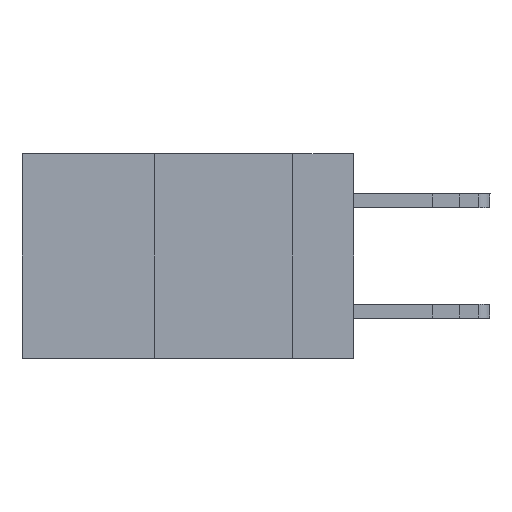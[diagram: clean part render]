
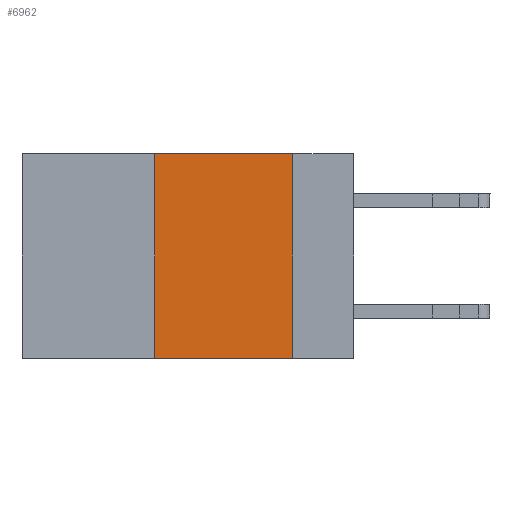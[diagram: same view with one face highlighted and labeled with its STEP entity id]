
A CAD part, left-side view. The second image highlights one B-rep face of the part: STEP entity #6962.
In plain terms, the highlighted planar face has unit normal (-1, 0, 0).
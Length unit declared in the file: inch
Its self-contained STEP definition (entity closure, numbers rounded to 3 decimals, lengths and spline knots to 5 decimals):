
#143 = AXIS2_PLACEMENT_3D ( 'NONE', #7894, #2920, #11651 ) ;
#296 = CARTESIAN_POINT ( 'NONE',  ( 0., 0.36, 0. ) ) ;
#799 = VERTEX_POINT ( 'NONE', #15033 ) ;
#1674 = PLANE ( 'NONE',  #143 ) ;
#2061 = DIRECTION ( 'NONE',  ( 0., 0., -1. ) ) ;
#2119 = VECTOR ( 'NONE', #15809, 39.37008 ) ;
#2510 = VECTOR ( 'NONE', #13241, 39.37008 ) ;
#2920 = DIRECTION ( 'NONE',  ( 1., 0., 0. ) ) ;
#3319 = CARTESIAN_POINT ( 'NONE',  ( 0., 0.6, 0. ) ) ;
#4804 = ORIENTED_EDGE ( 'NONE', *, *, #12290, .F. ) ;
#5012 = CARTESIAN_POINT ( 'NONE',  ( 0., 0.36, 0. ) ) ;
#5996 = ORIENTED_EDGE ( 'NONE', *, *, #12319, .T. ) ;
#6962 = ADVANCED_FACE ( 'NONE', ( #11638 ), #1674, .F. ) ;
#7028 = CARTESIAN_POINT ( 'NONE',  ( 0., 0.11, 0. ) ) ;
#7147 = CARTESIAN_POINT ( 'NONE',  ( 0., 0.6, -0.37 ) ) ;
#7811 = DIRECTION ( 'NONE',  ( 0., 0., 1. ) ) ;
#7840 = VERTEX_POINT ( 'NONE', #9658 ) ;
#7894 = CARTESIAN_POINT ( 'NONE',  ( 0., 0.6, 0. ) ) ;
#9658 = CARTESIAN_POINT ( 'NONE',  ( 0., 0.11, -0.37 ) ) ;
#10125 = VECTOR ( 'NONE', #7811, 39.37008 ) ;
#10181 = VECTOR ( 'NONE', #2061, 39.37008 ) ;
#10982 = LINE ( 'NONE', #7028, #10181 ) ;
#11638 = FACE_OUTER_BOUND ( 'NONE', #11847, .T. ) ;
#11651 = DIRECTION ( 'NONE',  ( 0., 0., -1. ) ) ;
#11657 = VERTEX_POINT ( 'NONE', #12147 ) ;
#11678 = LINE ( 'NONE', #7147, #2119 ) ;
#11847 = EDGE_LOOP ( 'NONE', ( #14111, #4804, #16130, #5996 ) ) ;
#11997 = EDGE_CURVE ( 'NONE', #11657, #12564, #13836, .T. ) ;
#12147 = CARTESIAN_POINT ( 'NONE',  ( 0., 0.36, -0.37 ) ) ;
#12290 = EDGE_CURVE ( 'NONE', #12564, #799, #12851, .T. ) ;
#12319 = EDGE_CURVE ( 'NONE', #11657, #7840, #11678, .T. ) ;
#12564 = VERTEX_POINT ( 'NONE', #5012 ) ;
#12851 = LINE ( 'NONE', #3319, #2510 ) ;
#13241 = DIRECTION ( 'NONE',  ( 0., -1., 0. ) ) ;
#13836 = LINE ( 'NONE', #296, #10125 ) ;
#14111 = ORIENTED_EDGE ( 'NONE', *, *, #14177, .F. ) ;
#14177 = EDGE_CURVE ( 'NONE', #799, #7840, #10982, .T. ) ;
#15033 = CARTESIAN_POINT ( 'NONE',  ( 0., 0.11, 0. ) ) ;
#15809 = DIRECTION ( 'NONE',  ( 0., -1., 0. ) ) ;
#16130 = ORIENTED_EDGE ( 'NONE', *, *, #11997, .F. ) ;
